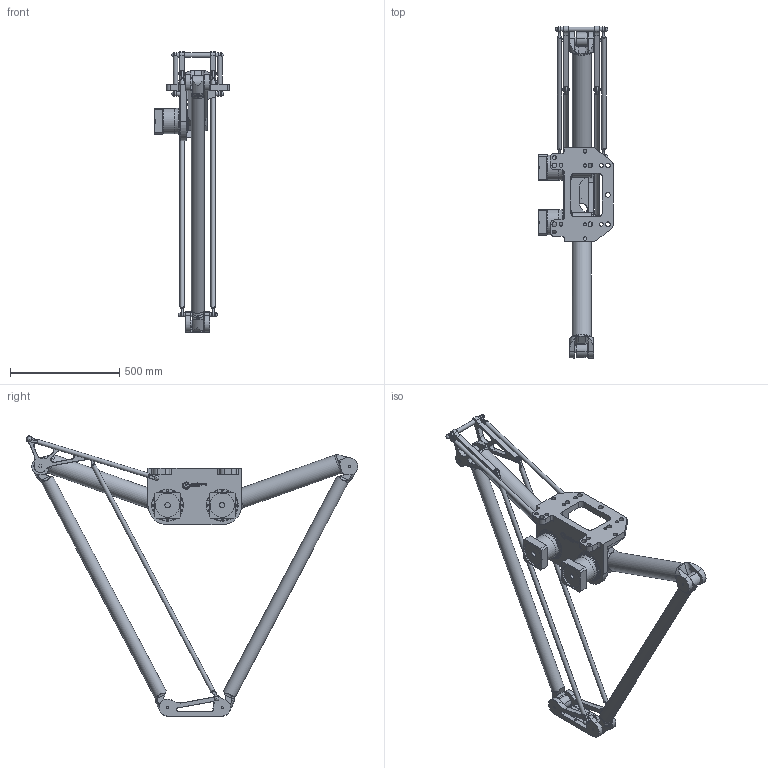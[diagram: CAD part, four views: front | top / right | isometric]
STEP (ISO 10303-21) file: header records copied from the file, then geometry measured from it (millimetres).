
FILE_DESCRIPTION(/* description */ (''),/* implementation_level */ '2;1');
FILE_NAME(/* name */ '3D-model_A_00919.stp',/* time_stamp */ '2022-02-21T10:03:07+01:00',/* author */ ('michael.schutter'),/* organization */ ('Majatronic'),/* preprocessor_version */ 'ST-DEVELOPER v16.5',/* originating_system */ 'Autodesk Inventor 2017',/* authorisation */ '');
FILE_SCHEMA (('AUTOMOTIVE_DESIGN { 1 0 10303 214 3 1 1 }'));
Length unit declared in the file: millimetre
Products named in the file (11): A_00919_DUMMY; MT_BGR00020908MT_BGR; MT_WST00065198MT_WST; MT_WST00055121MT_WST; MT_WST00063616MT_WST; MT_WST00105722; MT_WST00105723; MT_WST00068483MT_WST; MT_WST00063602MT_WST; MT_WST00068486MT_WST; MT_WST00068487MT_WST
Assembly tree (14 placements, depth 3):
  A_00919_DUMMY
    MT_BGR00020908MT_BGR
      MT_WST00065198MT_WST
      MT_WST00055121MT_WST  x2
    MT_WST00063616MT_WST
    MT_WST00068483MT_WST  x2
    MT_WST00105722
    MT_WST00105723
    MT_WST00068486MT_WST  x2
    MT_WST00063602MT_WST
    MT_WST00068487MT_WST  x2
Bounding box: 342 x 1521.27 x 1284.36 mm (x, y, z)
Volume: 27180758.5 mm3; surface area: 2245000.1 mm2
Topology: 14 solids, 17 shells, 1951 faces, 4560 edges, 2898 vertices
Faces by surface type: plane 913, cylinder 640, cone 290, torus 78, bspline 24, sphere 6
Full cylindrical faces by diameter (mm): 4.134 x32, 4.917 x14, 5 x32, 8 x4, 8.2 x24, 8.376 x6, 8.5 x32, 9.8 x1, 10 x37, 10.106 x1, 12 x5, 13 x24, 15 x4, 17.294 x8, 18 x16, 20 x18, 22 x7, 24 x2, 25 x2, 32 x8, 40 x2, 50 x1, 52 x1, 60 x2, 72 x1, 80 x4, 85 x2, 88 x2, 110 x4, 111 x2
Entity records: 48573 total; most frequent: CARTESIAN_POINT 12192, DIRECTION 7618, ORIENTED_EDGE 6634, EDGE_CURVE 3316, AXIS2_PLACEMENT_3D 2875, VERTEX_POINT 2297, EDGE_LOOP 2149, LINE 1868
